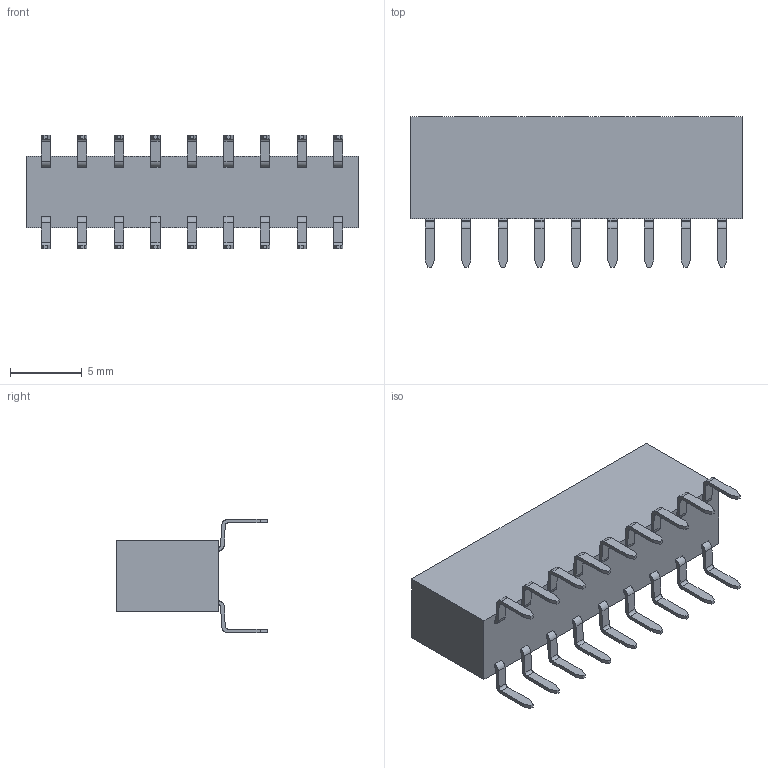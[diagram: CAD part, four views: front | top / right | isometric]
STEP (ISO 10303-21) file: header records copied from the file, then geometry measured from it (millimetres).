
FILE_DESCRIPTION( ('This file contains a STEP AP42 implementation' ,'as created by ZW3D STEP Interface translator.') ,'2;1' );
FILE_NAME( '2171-2XXWXXCUNX1.stp' ,'23 5 3. 95132', (''), ('ZWCAD Software Co.'), 'Version 1.0', 'ZW3D to STEP translator', '' );
FILE_SCHEMA(('AUTOMOTIVE_DESIGN { 1 0 10303 214 1 1 1 1 }'));
Length unit declared in the file: millimetre
Products named in the file (2): 0; 2171-220WXXCUNX1
Bounding box: 23.06 x 10.46 x 7.87 mm (x, y, z)
Volume: 593.1 mm3; surface area: 2124.9 mm2
Topology: 1 solids, 1 shells, 1842 faces, 5380 edges, 3540 vertices
Faces by surface type: plane 1194, cylinder 324, bspline 324
Entity records: 85298 total; most frequent: CARTESIAN_POINT 45915, ORIENTED_EDGE 10760, EDGE_CURVE 5380, B_SPLINE_CURVE_WITH_KNOTS 5072, VERTEX_POINT 3540, DIRECTION 3346, EDGE_LOOP 1950, FACE_OUTER_BOUND 1842
